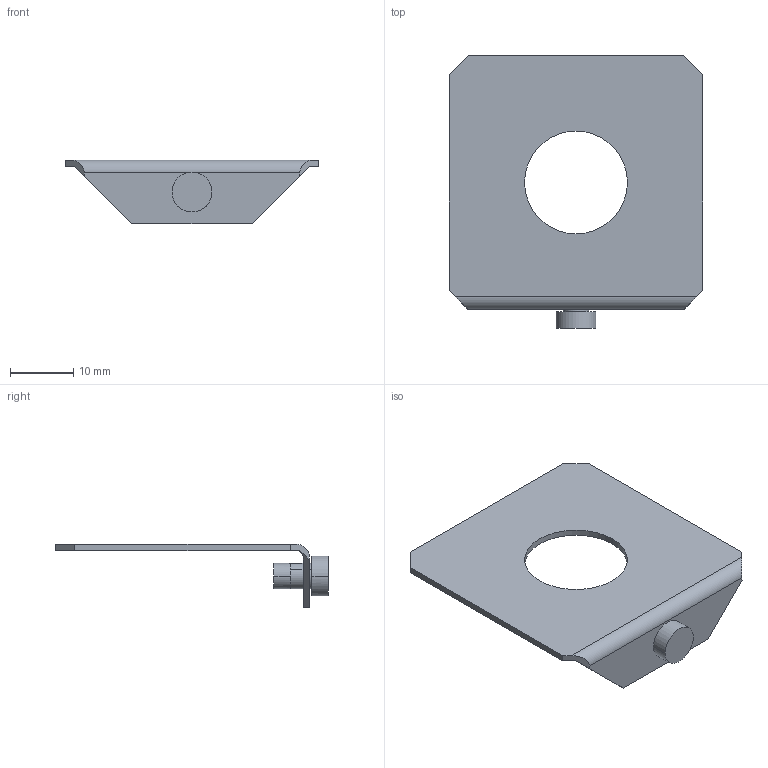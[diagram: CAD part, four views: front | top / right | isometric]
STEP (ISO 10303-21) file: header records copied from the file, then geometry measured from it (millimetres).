
FILE_DESCRIPTION(('CATIA V5R24 STEP','CAx-IF Rec.Pracs.--- Model Styling and Organization---1.2---2011-12-15'),'2;1');
FILE_NAME ('036023-1_1_1066500000_1066500000.stp','2018-07-20T05:36:45+00:00',('none'),('Weidmueller'),'CATIA Version 5-6 Release 2014 SP4 HF52','CATIA V5 STEP AP214','none');
FILE_SCHEMA(('AUTOMOTIVE_DESIGN { 1 0 10303 214 1 1 1 1 }'));
Length unit declared in the file: millimetre
Products named in the file (1): 1066500000
Bounding box: 40 x 43 x 10 mm (x, y, z)
Volume: 1748.5 mm3; surface area: 3572.1 mm2
Topology: 1 solids, 1 shells, 29 faces, 76 edges, 52 vertices
Faces by surface type: plane 17, cylinder 12
Entity records: 958 total; most frequent: CARTESIAN_POINT 214, ORIENTED_EDGE 152, DIRECTION 130, EDGE_CURVE 76, AXIS2_PLACEMENT_3D 53, VERTEX_POINT 52, VECTOR 48, LINE 48
